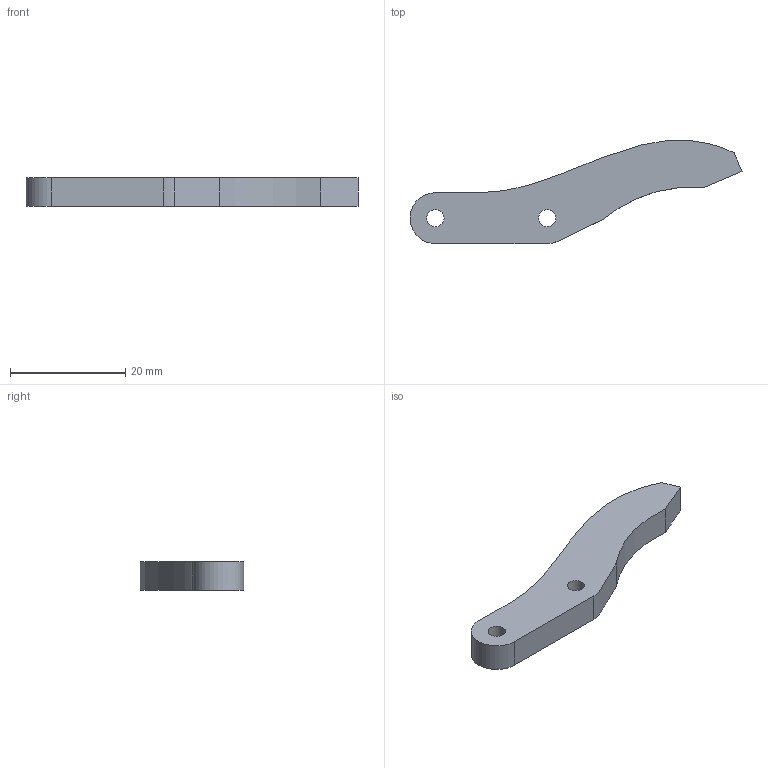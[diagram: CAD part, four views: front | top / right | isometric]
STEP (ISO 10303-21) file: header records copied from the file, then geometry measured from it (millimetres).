
FILE_DESCRIPTION(/* description */ (''),/* implementation_level */ '2;1');
FILE_NAME(/* name */ 'Finger.step',/* time_stamp */ '2025-09-09T17:27:45+01:00',/* author */ (''),/* organization */ (''),/* preprocessor_version */ 'ST-DEVELOPER v20.1',/* originating_system */ 'Autodesk Translation Framework v14.10.0.0',/* authorisation */ '');
FILE_SCHEMA (('AUTOMOTIVE_DESIGN { 1 0 10303 214 3 1 1 }'));
Length unit declared in the file: millimetre
Products named in the file (2): Finger; Component2
Assembly tree (1 placements, depth 2):
  Finger
    Component2
Bounding box: 57.62 x 17.92 x 5 mm (x, y, z)
Volume: 2475.1 mm3; surface area: 1719.4 mm2
Topology: 1 solids, 1 shells, 13 faces, 33 edges, 22 vertices
Faces by surface type: plane 7, cylinder 4, bspline 2
Full cylindrical faces by diameter (mm): 3 x2
Entity records: 472 total; most frequent: CARTESIAN_POINT 94, ORIENTED_EDGE 66, DIRECTION 65, EDGE_CURVE 33, VERTEX_POINT 22, AXIS2_PLACEMENT_3D 22, LINE 21, VECTOR 21
